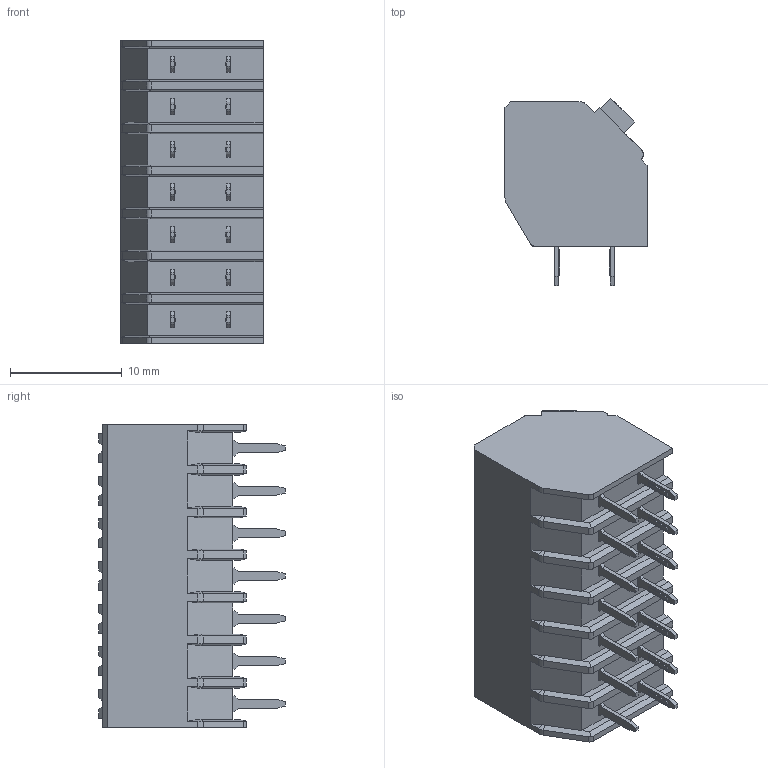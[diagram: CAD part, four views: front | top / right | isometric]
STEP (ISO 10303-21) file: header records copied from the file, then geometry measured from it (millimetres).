
FILE_DESCRIPTION((''),'2;1');
FILE_NAME('TLM-004AT-3_81-XXP-X','2024-09-29T',('sj'),(''),'PRO/ENGINEER BY PARAMETRIC TECHNOLOGY CORPORATION, 2015240','PRO/ENGINEER BY PARAMETRIC TECHNOLOGY CORPORATION, 2015240','');
FILE_SCHEMA(('CONFIG_CONTROL_DESIGN','SHAPE_APPEARANCE_LAYERS_GROUPS'));
Length unit declared in the file: millimetre
Products named in the file (1): TLM-004AT-3_81-XXP-X
Bounding box: 12.7 x 16.72 x 27.06 mm (x, y, z)
Volume: 3550.1 mm3; surface area: 2488.8 mm2
Topology: 1 solids, 1 shells, 604 faces, 1659 edges, 1092 vertices
Faces by surface type: plane 537, cylinder 53, cone 14
Entity records: 19045 total; most frequent: CARTESIAN_POINT 3691, ORIENTED_EDGE 3318, DIRECTION 2903, EDGE_CURVE 1659, VECTOR 1455, LINE 1455, VERTEX_POINT 1092, AXIS2_PLACEMENT_3D 724
